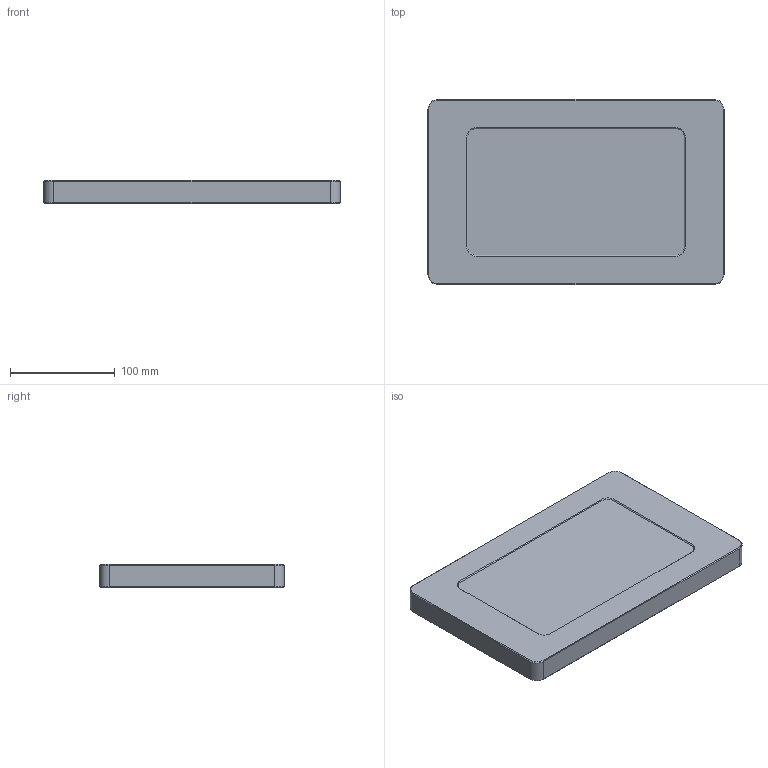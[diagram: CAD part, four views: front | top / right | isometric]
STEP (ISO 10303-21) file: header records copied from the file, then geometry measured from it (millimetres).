
FILE_DESCRIPTION(/* description */ (''),/* implementation_level */ '2;1');
FILE_NAME(/* name */ 'VB_VESA_GTE080.stp',/* time_stamp */ '2019-08-26T13:20:15-04:00',/* author */ ('NickC'),/* organization */ (''),/* preprocessor_version */ 'ST-DEVELOPER v17',/* originating_system */ 'Autodesk Inventor 2019',/* authorisation */ '');
FILE_SCHEMA (('AUTOMOTIVE_DESIGN { 1 0 10303 214 3 1 1 }'));
Length unit declared in the file: inch
Products named in the file (1): Part1
Bounding box: 283.26 x 176.91 x 22.12 mm (x, y, z)
Volume: 1069328.4 mm3; surface area: 170115.8 mm2
Topology: 1 solids, 1 shells, 922 faces, 2466 edges, 1632 vertices
Faces by surface type: plane 665, cone 102, cylinder 99, bspline 56
Full cylindrical faces by diameter (mm): 2.438 x14, 3.251 x4, 3.306 x16, 4.166 x16, 4.496 x8, 38.1 x1
Entity records: 33008 total; most frequent: CARTESIAN_POINT 9773, ORIENTED_EDGE 4932, DIRECTION 4158, EDGE_CURVE 2466, LINE 1836, VECTOR 1836, VERTEX_POINT 1632, AXIS2_PLACEMENT_3D 1161
